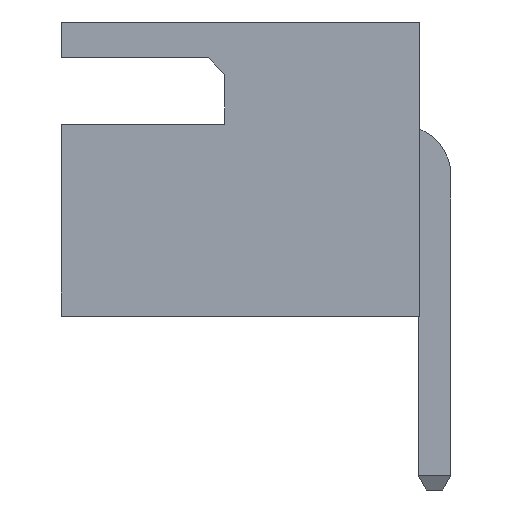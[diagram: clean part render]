
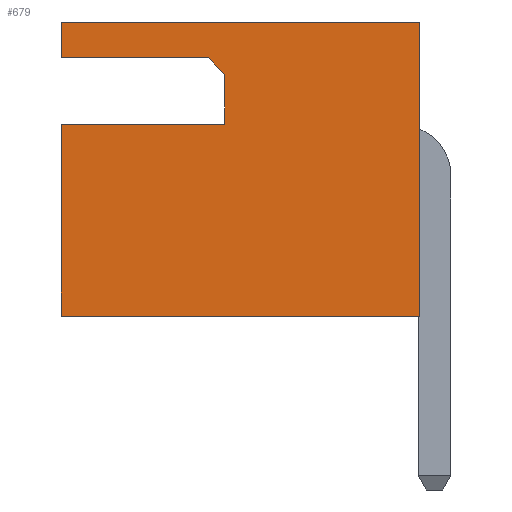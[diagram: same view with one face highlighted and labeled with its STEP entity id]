
A CAD part, left-side view. The second image highlights one B-rep face of the part: STEP entity #679.
In plain terms, the highlighted planar face has unit normal (-1, 0, 0).
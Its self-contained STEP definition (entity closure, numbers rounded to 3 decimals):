
#679=ADVANCED_FACE('',(#1474),#1476,.T.);
#1474=FACE_BOUND('',#1475,.T.);
#1475=EDGE_LOOP('',(#2130,#2131,#2132,#2133,#2134,#2135,#2136,#2137,#2138));
#1476=PLANE('',#1477);
#1477=AXIS2_PLACEMENT_3D('',#1478,#1479,#1480);
#1478=CARTESIAN_POINT('',(-17.55,0.3,0.));
#1479=DIRECTION('',(-1.,0.,0.));
#1480=DIRECTION('',(0.,0.,1.));
#2130=ORIENTED_EDGE('',*,*,#2558,.T.);
#2131=ORIENTED_EDGE('',*,*,#2559,.T.);
#2132=ORIENTED_EDGE('',*,*,#2560,.F.);
#2133=ORIENTED_EDGE('',*,*,#2502,.F.);
#2134=ORIENTED_EDGE('',*,*,#2518,.T.);
#2135=ORIENTED_EDGE('',*,*,#2552,.T.);
#2136=ORIENTED_EDGE('',*,*,#2561,.F.);
#2137=ORIENTED_EDGE('',*,*,#2562,.T.);
#2138=ORIENTED_EDGE('',*,*,#2563,.T.);
#2502=EDGE_CURVE('',#2842,#2844,#2845,.T.);
#2518=EDGE_CURVE('',#2842,#2867,#2869,.T.);
#2552=EDGE_CURVE('',#2867,#2921,#2923,.T.);
#2558=EDGE_CURVE('',#2929,#2930,#2931,.F.);
#2559=EDGE_CURVE('',#2930,#2932,#2933,.F.);
#2560=EDGE_CURVE('',#2844,#2932,#2934,.T.);
#2561=EDGE_CURVE('',#2935,#2921,#2936,.T.);
#2562=EDGE_CURVE('',#2935,#2937,#2938,.F.);
#2563=EDGE_CURVE('',#2937,#2929,#2939,.F.);
#2842=VERTEX_POINT('',#3453);
#2844=VERTEX_POINT('',#3457);
#2845=LINE('',#3458,#3459);
#2867=VERTEX_POINT('',#3510);
#2869=LINE('',#3514,#3515);
#2921=VERTEX_POINT('',#3632);
#2923=LINE('',#3636,#3637);
#2929=VERTEX_POINT('',#3654);
#2930=VERTEX_POINT('',#3655);
#2931=LINE('',#3656,#3657);
#2932=VERTEX_POINT('',#3659);
#2933=LINE('',#3660,#3661);
#2934=LINE('',#3663,#3664);
#2935=VERTEX_POINT('',#3666);
#2936=LINE('',#3667,#3668);
#2937=VERTEX_POINT('',#3670);
#2938=LINE('',#3671,#3672);
#2939=LINE('',#3674,#3675);
#3453=CARTESIAN_POINT('',(-17.55,0.3,0.));
#3457=CARTESIAN_POINT('',(-17.55,7.3,0.));
#3458=CARTESIAN_POINT('',(-17.55,0.3,0.));
#3459=VECTOR('',#3460,1.);
#3460=DIRECTION('',(0.,1.,0.));
#3510=CARTESIAN_POINT('',(-17.55,0.3,5.75));
#3514=CARTESIAN_POINT('',(-17.55,0.3,0.));
#3515=VECTOR('',#3516,1.);
#3516=DIRECTION('',(0.,0.,1.));
#3632=CARTESIAN_POINT('',(-17.55,7.3,5.75));
#3636=CARTESIAN_POINT('',(-17.55,0.3,5.75));
#3637=VECTOR('',#3638,1.);
#3638=DIRECTION('',(0.,1.,0.));
#3654=CARTESIAN_POINT('',(-17.55,4.1,4.725));
#3655=CARTESIAN_POINT('',(-17.55,4.1,3.75));
#3656=CARTESIAN_POINT('',(-17.55,4.1,3.75));
#3657=VECTOR('',#3658,1.);
#3658=DIRECTION('',(0.,0.,1.));
#3659=CARTESIAN_POINT('',(-17.55,7.3,3.75));
#3660=CARTESIAN_POINT('',(-17.55,7.3,3.75));
#3661=VECTOR('',#3662,1.);
#3662=DIRECTION('',(0.,-1.,0.));
#3663=CARTESIAN_POINT('',(-17.55,7.3,0.));
#3664=VECTOR('',#3665,1.);
#3665=DIRECTION('',(0.,0.,1.));
#3666=CARTESIAN_POINT('',(-17.55,7.3,5.05));
#3667=CARTESIAN_POINT('',(-17.55,7.3,5.05));
#3668=VECTOR('',#3669,1.);
#3669=DIRECTION('',(0.,0.,1.));
#3670=CARTESIAN_POINT('',(-17.55,4.425,5.05));
#3671=CARTESIAN_POINT('',(-17.55,4.425,5.05));
#3672=VECTOR('',#3673,1.);
#3673=DIRECTION('',(0.,1.,0.));
#3674=CARTESIAN_POINT('',(-17.55,4.1,4.725));
#3675=VECTOR('',#3676,1.);
#3676=DIRECTION('',(0.,0.707,0.707));
